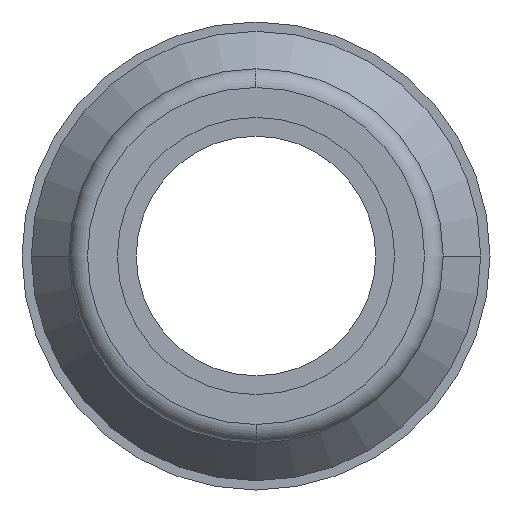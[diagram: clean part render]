
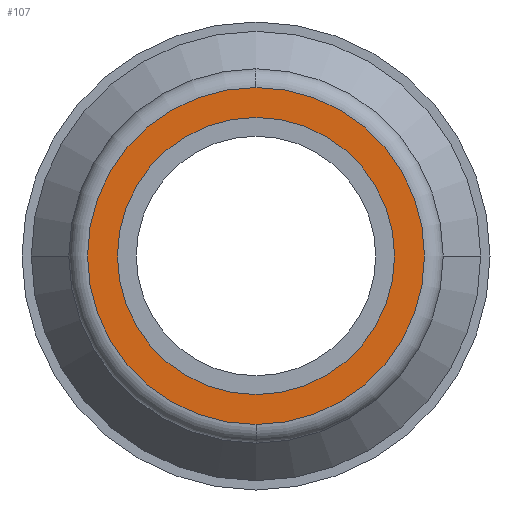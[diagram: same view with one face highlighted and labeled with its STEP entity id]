
A CAD part, front view. The second image highlights one B-rep face of the part: STEP entity #107.
In plain terms, the highlighted planar face has unit normal (0, -1, 0).
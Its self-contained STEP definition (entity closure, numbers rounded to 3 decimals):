
#107=ADVANCED_FACE('',(#227,#228),#229,.T.);
#227=FACE_BOUND('',#358,.T.);
#228=FACE_OUTER_BOUND('',#359,.T.);
#229=PLANE('',#360);
#358=EDGE_LOOP('',(#603,#604));
#359=EDGE_LOOP('',(#605,#606,#607));
#360=AXIS2_PLACEMENT_3D('',#608,#609,#610);
#603=ORIENTED_EDGE('',*,*,#844,.T.);
#604=ORIENTED_EDGE('',*,*,#842,.T.);
#605=ORIENTED_EDGE('',*,*,#845,.F.);
#606=ORIENTED_EDGE('',*,*,#846,.F.);
#607=ORIENTED_EDGE('',*,*,#835,.F.);
#608=CARTESIAN_POINT('',(2.25,0.0,0.0));
#609=DIRECTION('',(-0.0,-1.0,-0.0));
#610=DIRECTION('',(-1.0,0.0,0.0));
#835=EDGE_CURVE('',#1009,#1005,#1011,.T.);
#842=EDGE_CURVE('',#1016,#1018,#1020,.T.);
#844=EDGE_CURVE('',#1018,#1016,#1022,.T.);
#845=EDGE_CURVE('',#1023,#1009,#1024,.T.);
#846=EDGE_CURVE('',#1005,#1023,#1025,.T.);
#1005=VERTEX_POINT('',#1208);
#1009=VERTEX_POINT('',#1212);
#1011=CIRCLE('',#1214,4.5);
#1016=VERTEX_POINT('',#1219);
#1018=VERTEX_POINT('',#1222);
#1020=CIRCLE('',#1225,3.7);
#1022=CIRCLE('',#1227,3.7);
#1023=VERTEX_POINT('',#1228);
#1024=CIRCLE('',#1229,4.5);
#1025=CIRCLE('',#1230,4.5);
#1208=CARTESIAN_POINT('',(0.,0.0,4.5));
#1212=CARTESIAN_POINT('',(0.,0.0,-4.5));
#1214=AXIS2_PLACEMENT_3D('',#1437,#1438,#1439);
#1219=CARTESIAN_POINT('',(3.7,0.0,0.));
#1222=CARTESIAN_POINT('',(-3.7,0.0,0.));
#1225=AXIS2_PLACEMENT_3D('',#1448,#1449,#1450);
#1227=AXIS2_PLACEMENT_3D('',#1451,#1452,#1453);
#1228=CARTESIAN_POINT('',(4.5,0.0,0.0));
#1229=AXIS2_PLACEMENT_3D('',#1454,#1455,#1456);
#1230=AXIS2_PLACEMENT_3D('',#1457,#1458,#1459);
#1437=CARTESIAN_POINT('',(0.0,0.0,0.0));
#1438=DIRECTION('',(-0.0,1.0,0.0));
#1439=DIRECTION('',(1.0,0.0,0.0));
#1448=CARTESIAN_POINT('',(0.0,0.0,0.0));
#1449=DIRECTION('',(-0.0,1.0,0.0));
#1450=DIRECTION('',(1.0,0.0,0.0));
#1451=CARTESIAN_POINT('',(0.0,0.0,0.0));
#1452=DIRECTION('',(-0.0,1.0,0.0));
#1453=DIRECTION('',(1.0,0.0,0.0));
#1454=CARTESIAN_POINT('',(0.0,0.0,0.0));
#1455=DIRECTION('',(-0.0,1.0,0.0));
#1456=DIRECTION('',(1.0,0.0,0.0));
#1457=CARTESIAN_POINT('',(0.0,0.0,0.0));
#1458=DIRECTION('',(-0.0,1.0,0.0));
#1459=DIRECTION('',(1.0,0.0,0.0));
